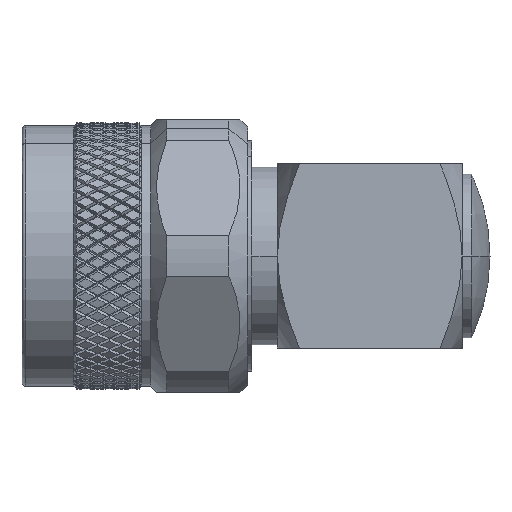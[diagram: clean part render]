
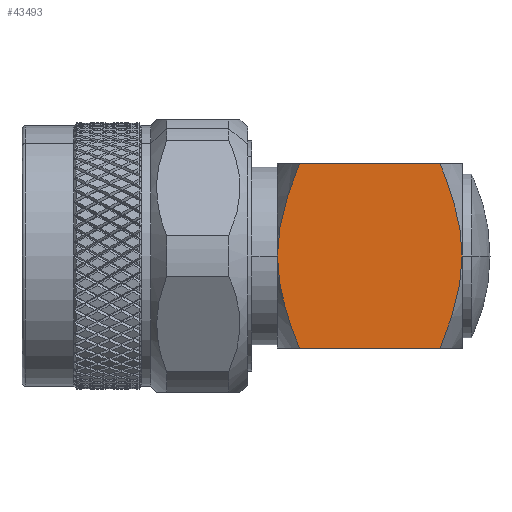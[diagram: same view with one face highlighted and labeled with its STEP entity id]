
A CAD part, left-side view. The second image highlights one B-rep face of the part: STEP entity #43493.
In plain terms, the highlighted planar face has unit normal (-1, 0, 0).
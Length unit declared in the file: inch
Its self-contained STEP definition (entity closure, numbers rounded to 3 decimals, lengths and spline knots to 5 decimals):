
#1356 = CARTESIAN_POINT ( 'NONE',  ( -0.275, -0.26639, -0.09454 ) ) ;
#1422 = CARTESIAN_POINT ( 'NONE',  ( -0.275, -0.275, 0.04769 ) ) ;
#1940 = CARTESIAN_POINT ( 'NONE',  ( -0.275, -0.22675, 0.23081 ) ) ;
#6049 = LINE ( 'NONE', #61497, #78635 ) ;
#7895 = CARTESIAN_POINT ( 'NONE',  ( -0.275, -0.2496, 0.16293 ) ) ;
#8158 = CARTESIAN_POINT ( 'NONE',  ( -0.275, -0.24247, 0.18572 ) ) ;
#8730 = CARTESIAN_POINT ( 'NONE',  ( -0.275, 0.2676, 0.09422 ) ) ;
#9366 = ORIENTED_EDGE ( 'NONE', *, *, #46031, .F. ) ;
#9683 = CARTESIAN_POINT ( 'NONE',  ( -0.275, 0.26148, -0.11765 ) ) ;
#12740 = PLANE ( 'NONE',  #75369 ) ;
#13767 = CARTESIAN_POINT ( 'NONE',  ( -0.275, -0.24347, -0.18622 ) ) ;
#14056 = CARTESIAN_POINT ( 'NONE',  ( -0.275, -0.22716, -0.23109 ) ) ;
#14320 = CARTESIAN_POINT ( 'NONE',  ( -0.275, -0.275, -0.02362 ) ) ;
#14472 = CARTESIAN_POINT ( 'NONE',  ( -0.275, 0.20923, -0.275 ) ) ;
#14566 = VERTEX_POINT ( 'NONE', #45072 ) ;
#14640 = CARTESIAN_POINT ( 'NONE',  ( -0.275, -0.2676, 0.09422 ) ) ;
#14977 = VERTEX_POINT ( 'NONE', #31187 ) ;
#17365 = CARTESIAN_POINT ( 'NONE',  ( -0.275, 0.21821, 0.25301 ) ) ;
#18340 = B_SPLINE_CURVE_WITH_KNOTS ( 'NONE', 3,
 ( #27409, #27941, #8730, #53371, #66089, #23015, #17365, #65830 ),
 .UNSPECIFIED., .F., .F.,
 ( 4, 2, 2, 4 ),
 ( 0.01514, 0.01879, 0.02061, 0.02243 ),
 .UNSPECIFIED. ) ;
#18350 = ORIENTED_EDGE ( 'NONE', *, *, #55692, .F. ) ;
#19734 = DIRECTION ( 'NONE',  ( 0., 0., -1. ) ) ;
#22142 = CARTESIAN_POINT ( 'NONE',  ( -0.275, 0.27317, -0.04763 ) ) ;
#22391 = CARTESIAN_POINT ( 'NONE',  ( -0.275, 0.20923, -0.275 ) ) ;
#23015 = CARTESIAN_POINT ( 'NONE',  ( -0.275, 0.22675, 0.23081 ) ) ;
#24457 = B_SPLINE_CURVE_WITH_KNOTS ( 'NONE', 3,
 ( #22391, #71449, #46774, #9683, #65740, #22142, #64950, #78464 ),
 .UNSPECIFIED., .F., .F.,
 ( 4, 2, 2, 4 ),
 ( 0.00792, 0.01153, 0.01334, 0.01514 ),
 .UNSPECIFIED. ) ;
#26733 = CARTESIAN_POINT ( 'NONE',  ( -0.275, -0.27317, -0.04763 ) ) ;
#26796 = CARTESIAN_POINT ( 'NONE',  ( -0.275, -0.21821, 0.25301 ) ) ;
#26811 = EDGE_CURVE ( 'NONE', #34371, #41814, #24457, .T. ) ;
#27409 = CARTESIAN_POINT ( 'NONE',  ( -0.275, 0.275, 0. ) ) ;
#27562 = CARTESIAN_POINT ( 'NONE',  ( -0.275, -0.275, 0. ) ) ;
#27619 = EDGE_CURVE ( 'NONE', #66025, #67077, #47754, .T. ) ;
#27941 = CARTESIAN_POINT ( 'NONE',  ( -0.275, 0.275, 0.04769 ) ) ;
#29047 = EDGE_CURVE ( 'NONE', #34371, #14977, #6049, .T. ) ;
#31187 = CARTESIAN_POINT ( 'NONE',  ( -0.275, -0.20923, -0.275 ) ) ;
#32449 = CARTESIAN_POINT ( 'NONE',  ( -0.275, -0.26148, -0.11765 ) ) ;
#34371 = VERTEX_POINT ( 'NONE', #14472 ) ;
#36137 = ORIENTED_EDGE ( 'NONE', *, *, #26811, .F. ) ;
#38719 = EDGE_LOOP ( 'NONE', ( #68299, #18350, #69123, #36137, #61544, #9366 ) ) ;
#39208 = CARTESIAN_POINT ( 'NONE',  ( -0.275, -0.275, 0. ) ) ;
#41257 = CARTESIAN_POINT ( 'NONE',  ( -0.275, 0.275, 0. ) ) ;
#41402 = B_SPLINE_CURVE_WITH_KNOTS ( 'NONE', 3,
 ( #39208, #14320, #26733, #1356, #32449, #13767, #14056, #57339 ),
 .UNSPECIFIED., .F., .F.,
 ( 4, 2, 2, 4 ),
 ( 0.02536, 0.02714, 0.02893, 0.03251 ),
 .UNSPECIFIED. ) ;
#41814 = VERTEX_POINT ( 'NONE', #41257 ) ;
#43493 = ADVANCED_FACE ( 'NONE', ( #59195 ), #12740, .F. ) ;
#44705 = CARTESIAN_POINT ( 'NONE',  ( -0.275, -0.275, 0. ) ) ;
#45072 = CARTESIAN_POINT ( 'NONE',  ( -0.275, 0.20923, 0.275 ) ) ;
#46031 = EDGE_CURVE ( 'NONE', #67077, #14977, #41402, .T. ) ;
#46774 = CARTESIAN_POINT ( 'NONE',  ( -0.275, 0.24347, -0.18622 ) ) ;
#47754 = B_SPLINE_CURVE_WITH_KNOTS ( 'NONE', 3,
 ( #76646, #26796, #1940, #8158, #7895, #14640, #1422, #44705 ),
 .UNSPECIFIED., .F., .F.,
 ( 4, 2, 2, 4 ),
 ( 0.01814, 0.01994, 0.02175, 0.02536 ),
 .UNSPECIFIED. ) ;
#48992 = DIRECTION ( 'NONE',  ( 0., -1., 0. ) ) ;
#49472 = DIRECTION ( 'NONE',  ( 0., -1., 0. ) ) ;
#51484 = LINE ( 'NONE', #74700, #61236 ) ;
#53371 = CARTESIAN_POINT ( 'NONE',  ( -0.275, 0.2496, 0.16293 ) ) ;
#54867 = CARTESIAN_POINT ( 'NONE',  ( -0.275, -0.20923, 0.275 ) ) ;
#55692 = EDGE_CURVE ( 'NONE', #14566, #66025, #51484, .T. ) ;
#56050 = DIRECTION ( 'NONE',  ( 1., 0., 0. ) ) ;
#57339 = CARTESIAN_POINT ( 'NONE',  ( -0.275, -0.20923, -0.275 ) ) ;
#59195 = FACE_OUTER_BOUND ( 'NONE', #38719, .T. ) ;
#61236 = VECTOR ( 'NONE', #49472, 39.37008 ) ;
#61497 = CARTESIAN_POINT ( 'NONE',  ( -0.275, -0.275, -0.275 ) ) ;
#61544 = ORIENTED_EDGE ( 'NONE', *, *, #29047, .T. ) ;
#63074 = CARTESIAN_POINT ( 'NONE',  ( -0.275, -0.275, 0.275 ) ) ;
#64950 = CARTESIAN_POINT ( 'NONE',  ( -0.275, 0.275, -0.02362 ) ) ;
#65740 = CARTESIAN_POINT ( 'NONE',  ( -0.275, 0.26639, -0.09454 ) ) ;
#65830 = CARTESIAN_POINT ( 'NONE',  ( -0.275, 0.20923, 0.275 ) ) ;
#66025 = VERTEX_POINT ( 'NONE', #54867 ) ;
#66089 = CARTESIAN_POINT ( 'NONE',  ( -0.275, 0.24247, 0.18572 ) ) ;
#67077 = VERTEX_POINT ( 'NONE', #27562 ) ;
#68299 = ORIENTED_EDGE ( 'NONE', *, *, #27619, .F. ) ;
#69123 = ORIENTED_EDGE ( 'NONE', *, *, #69173, .F. ) ;
#69173 = EDGE_CURVE ( 'NONE', #41814, #14566, #18340, .T. ) ;
#71449 = CARTESIAN_POINT ( 'NONE',  ( -0.275, 0.22716, -0.23109 ) ) ;
#74700 = CARTESIAN_POINT ( 'NONE',  ( -0.275, -0.275, 0.275 ) ) ;
#75369 = AXIS2_PLACEMENT_3D ( 'NONE', #63074, #56050, #19734 ) ;
#76646 = CARTESIAN_POINT ( 'NONE',  ( -0.275, -0.20923, 0.275 ) ) ;
#78464 = CARTESIAN_POINT ( 'NONE',  ( -0.275, 0.275, 0. ) ) ;
#78635 = VECTOR ( 'NONE', #48992, 39.37008 ) ;
